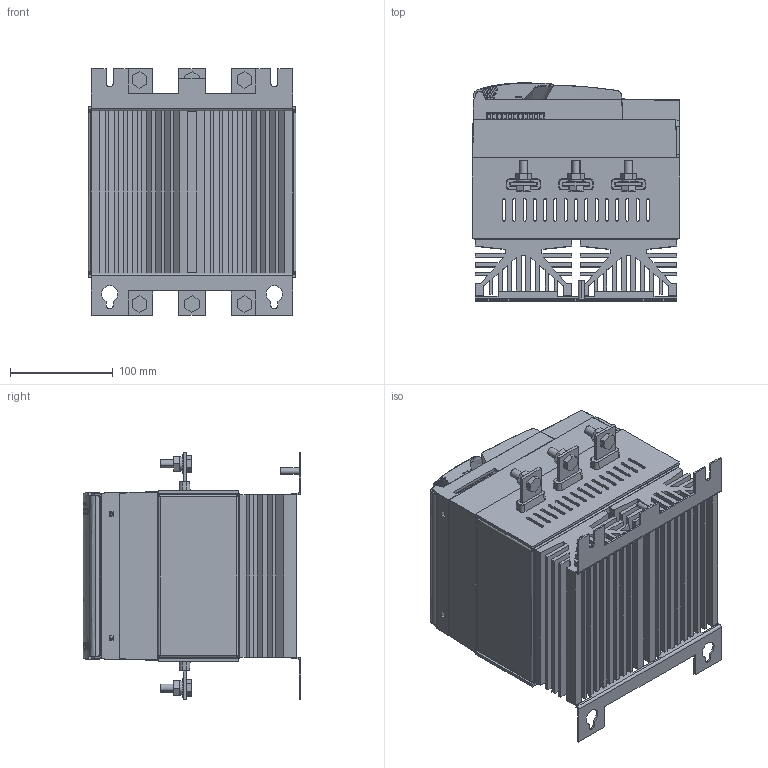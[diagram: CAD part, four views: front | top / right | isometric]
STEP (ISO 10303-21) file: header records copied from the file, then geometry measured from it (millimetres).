
FILE_DESCRIPTION (( 'STEP AP214' ), '1' );
FILE_NAME ('Large Jake - CSXi 75-110kW “Large”, simplified.STEP', '2012-12-19T21:54:45', ( '' ), ( '' ), 'SwSTEP 2.0', 'SolidWorks 2012', '' );
FILE_SCHEMA (( 'AUTOMOTIVE_DESIGN' ));
Length unit declared in the file: millimetre
Products named in the file (1): Large Jake - CSXi 75-110kW “Large”, simplified
Bounding box: 202 x 211.79 x 240 mm (x, y, z)
Surface area: 867145.4 mm2 (no closed solid volume)
Topology: 0 solids, 53 shells, 2103 faces, 5607 edges, 3702 vertices
Faces by surface type: plane 1370, bspline 307, cylinder 292, cone 118, torus 14, sphere 2
Entity records: 120973 total; most frequent: CARTESIAN_POINT 47860, ORIENTED_EDGE 11184, DIRECTION 8462, EDGE_CURVE 5605, LINE 3816, VECTOR 3816, VERTEX_POINT 3702, EDGE_LOOP 2347
